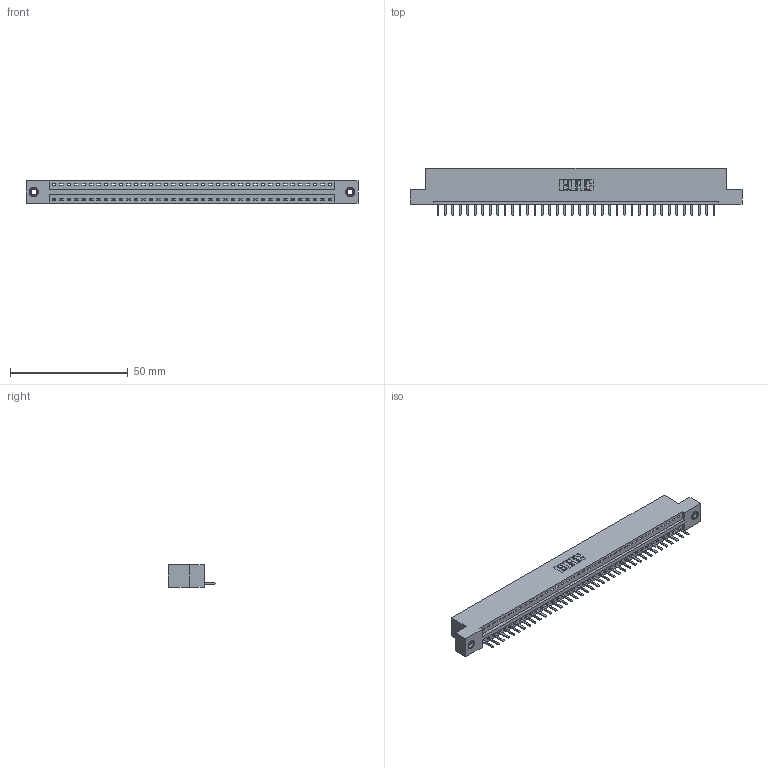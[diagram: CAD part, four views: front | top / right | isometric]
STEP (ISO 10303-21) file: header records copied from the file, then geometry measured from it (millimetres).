
FILE_DESCRIPTION (( 'STEP AP203' ), '1' );
FILE_NAME ('396-038-520-107.STEP', '2019-10-27T18:06:43', ( '' ), ( '' ), 'SwSTEP 2.0', 'SolidWorks 2016', '' );
FILE_SCHEMA (( 'CONFIG_CONTROL_DESIGN' ));
Length unit declared in the file: inch
Products named in the file (4): 396-038-520-107; 345-292-001_345-293-120; 345-250-001_345-250-005-103; 346 Part_Flush Mounting Lugs - 0.156 Dia-TI
Assembly tree (41 placements, depth 2):
  396-038-520-107
    346 Part_Flush Mounting Lugs - 0.156 Dia-TI
    345-292-001_345-293-120  x38
    345-250-001_345-250-005-103  x2
Bounding box: 141.22 x 20.02 x 9.4 mm (x, y, z)
Volume: 13367.9 mm3; surface area: 16334.7 mm2
Topology: 41 solids, 41 shells, 2538 faces, 7457 edges, 4862 vertices
Faces by surface type: plane 1704, cylinder 818, cone 12, torus 4
Entity records: 25422 total; most frequent: CARTESIAN_POINT 4353, ORIENTED_EDGE 4306, DIRECTION 3859, EDGE_CURVE 2153, VECTOR 1845, LINE 1845, VERTEX_POINT 1428, AXIS2_PLACEMENT_3D 1007
